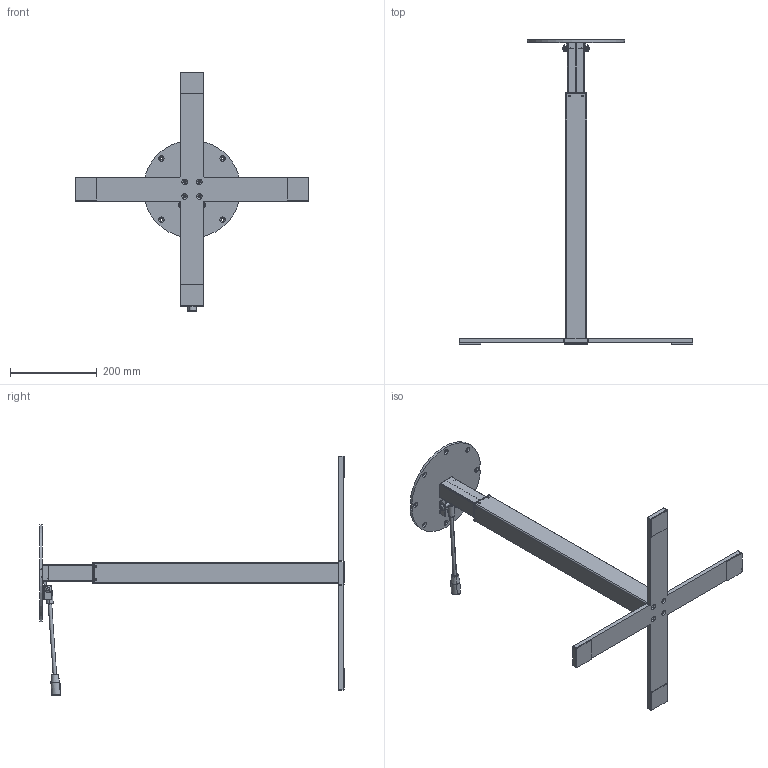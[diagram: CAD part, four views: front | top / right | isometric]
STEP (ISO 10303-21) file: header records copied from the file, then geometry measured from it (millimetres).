
FILE_DESCRIPTION (( 'STEP AP203' ), '1' );
FILE_NAME ('50312x_Pelarstativ gas 540 Stå_Sitt.STEP', '2019-01-29T11:32:58', ( '' ), ( '' ), 'SwSTEP 2.0', 'SolidWorks 2015', '' );
FILE_SCHEMA (( 'CONFIG_CONTROL_DESIGN' ));
Length unit declared in the file: millimetre
Products named in the file (1): 50312x_Pelarstativ gas 540 Stå_Sitt
Bounding box: 540 x 702.45 x 553.39 mm (x, y, z)
Surface area: 533285 mm2 (no closed solid volume)
Topology: 0 solids, 35 shells, 284 faces, 880 edges, 625 vertices
Faces by surface type: plane 117, cylinder 113, cone 32, torus 14, sphere 6, bspline 2
Entity records: 10003 total; most frequent: CARTESIAN_POINT 1876, DIRECTION 1804, ORIENTED_EDGE 1424, EDGE_CURVE 880, AXIS2_PLACEMENT_3D 657, VERTEX_POINT 625, LINE 490, VECTOR 490
